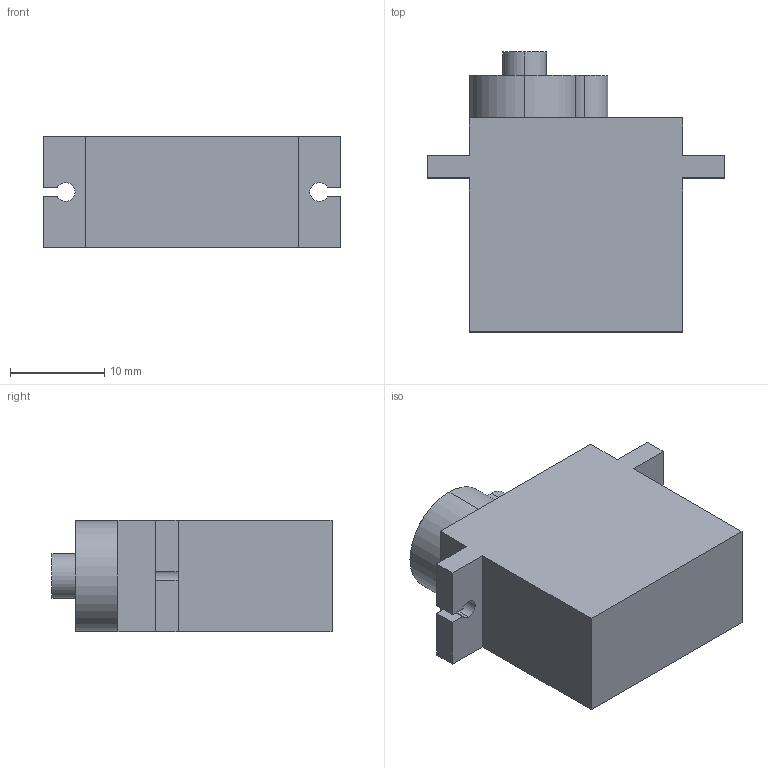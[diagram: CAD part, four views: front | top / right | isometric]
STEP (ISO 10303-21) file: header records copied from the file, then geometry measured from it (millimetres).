
FILE_DESCRIPTION (( 'STEP AP203' ), '1' );
FILE_NAME ('Servo.STEP', '2019-05-07T04:02:08', ( '' ), ( '' ), 'SwSTEP 2.0', 'SolidWorks 2017', '' );
FILE_SCHEMA (( 'CONFIG_CONTROL_DESIGN' ));
Length unit declared in the file: millimetre
Products named in the file (1): Servo
Bounding box: 31.6 x 29.7 x 11.84 mm (x, y, z)
Volume: 6889.1 mm3; surface area: 2595.9 mm2
Topology: 1 solids, 1 shells, 38 faces, 104 edges, 69 vertices
Faces by surface type: plane 24, cylinder 14
Entity records: 1286 total; most frequent: CARTESIAN_POINT 212, DIRECTION 211, ORIENTED_EDGE 208, EDGE_CURVE 104, LINE 75, VECTOR 75, VERTEX_POINT 69, AXIS2_PLACEMENT_3D 68
